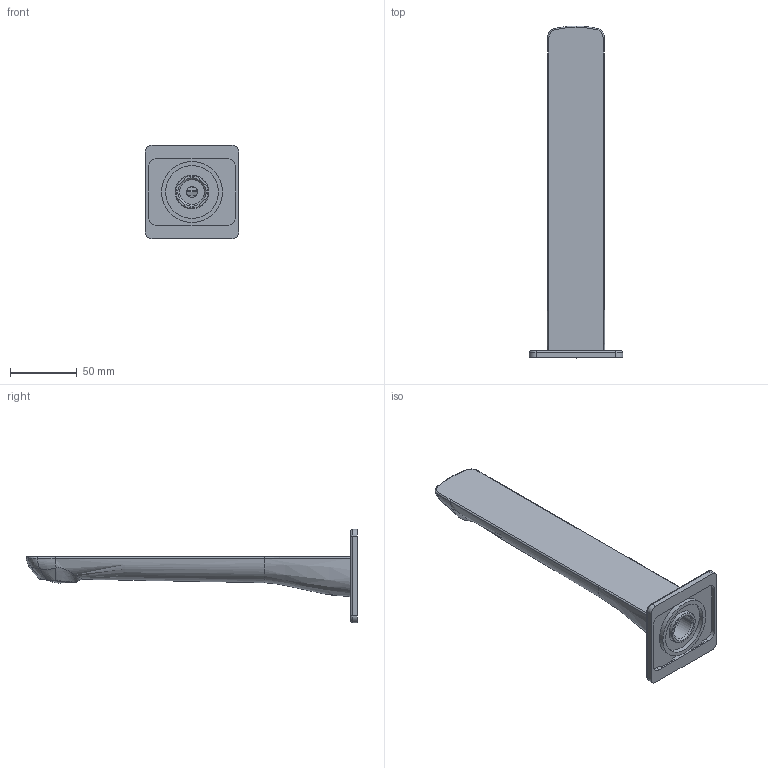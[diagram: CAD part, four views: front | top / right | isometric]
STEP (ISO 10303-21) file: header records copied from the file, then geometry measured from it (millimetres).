
FILE_DESCRIPTION((''),'2;1');
FILE_NAME('9Q316800XX_ASM','2022-09-29T16:17:52',('yongjun.fang'),(''),'CREO PARAMETRIC BY PTC INC, 2019344','CREO PARAMETRIC BY PTC INC, 2019344','');
FILE_SCHEMA(('CONFIG_CONTROL_DESIGN'));
Products named in the file (11): 5L0177800CP0_1; 5L0177800CP0A0_ASM_1_ASM; 5B0042700CP6_1; 5B0042700CP6A0_ASM_1_ASM; 5T0F0114NT_1; 5E0010400PL0_1; 5R4011900PL0_1; 5J0504700NT6_1; 5R0R0097PL_1; 9Q316800CP_ASM_1_ASM; 9Q316800XX_ASM
Assembly tree (12 placements, depth 4):
  9Q316800XX_ASM
    9Q316800CP_ASM_1_ASM
      5L0177800CP0A0_ASM_1_ASM
        5L0177800CP0_1
      5B0042700CP6A0_ASM_1_ASM
        5B0042700CP6_1
      5T0F0114NT_1  x2
      5E0010400PL0_1
      5R4011900PL0_1
      5J0504700NT6_1
      5R0R0097PL_1  x2
Bounding box: 70 x 249.24 x 70 mm (x, y, z)
Volume: 100999.3 mm3; surface area: 69841.6 mm2
Topology: 9 solids, 9 shells, 3610 faces, 10887 edges, 7210 vertices
Faces by surface type: plane 3261, cylinder 149, bspline 81, torus 59, cone 44, sphere 16
Entity records: 140906 total; most frequent: CARTESIAN_POINT 53722, ORIENTED_EDGE 21648, DIRECTION 12237, EDGE_CURVE 10824, VERTEX_POINT 7181, B_SPLINE_CURVE_WITH_KNOTS 6346, EDGE_LOOP 4557, AXIS2_PLACEMENT_3D 4222
